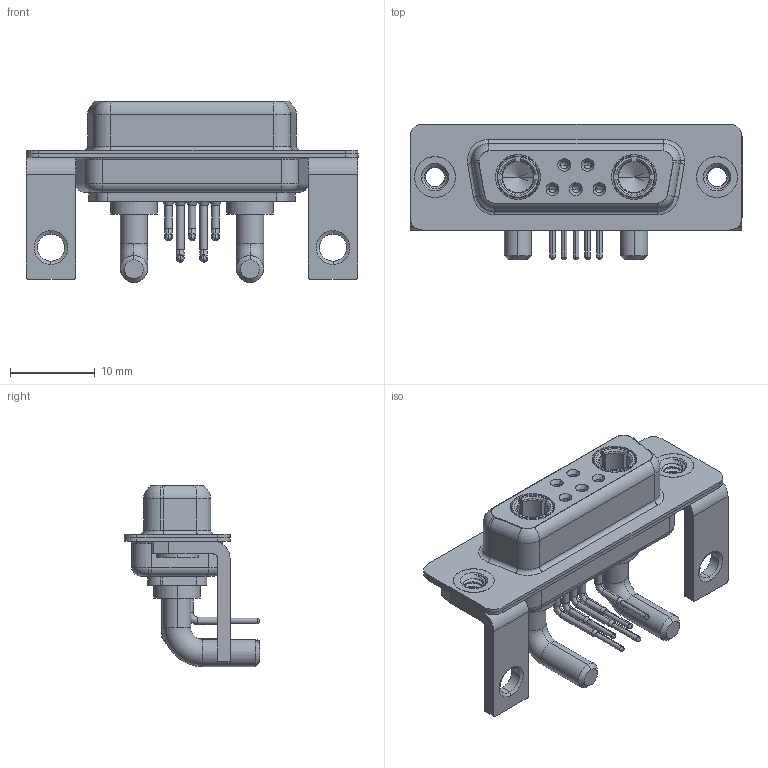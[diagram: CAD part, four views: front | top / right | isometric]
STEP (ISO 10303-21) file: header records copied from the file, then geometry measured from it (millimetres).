
FILE_DESCRIPTION (( 'STEP AP203' ), '1' );
FILE_NAME ('630-7W2-240-3N4.STEP', '2022-05-31T00:12:58', ( '' ), ( '' ), 'SwSTEP 2.0', 'SolidWorks 2020', '' );
FILE_SCHEMA (( 'CONFIG_CONTROL_DESIGN' ));
Length unit declared in the file: millimetre
Products named in the file (9): 630Combo Contact Row 1; 630Combo Stabilizer Bracket; 630Combo Shell Rear_15 Contacts; 630Combo Threaded Rivet_3; Power Socket_30A RA; 630Combo Shell Front_15 Contacts; 630-7W2-240-3N4; 630Combo Housing_7W2; 630Combo Contact Row 2
Assembly tree (14 placements, depth 2):
  630-7W2-240-3N4
    630Combo Housing_7W2
    630Combo Shell Front_15 Contacts
    630Combo Shell Rear_15 Contacts
    630Combo Threaded Rivet_3  x2
    630Combo Stabilizer Bracket  x2
    Power Socket_30A RA  x2
    630Combo Contact Row 1  x2
    630Combo Contact Row 2  x3
Bounding box: 39.2 x 16 x 21.4 mm (x, y, z)
Volume: 2965.3 mm3; surface area: 6706 mm2
Topology: 16 solids, 16 shells, 740 faces, 1878 edges, 1188 vertices
Faces by surface type: cylinder 320, plane 220, cone 103, torus 69, bspline 28
Entity records: 17611 total; most frequent: CARTESIAN_POINT 4484, DIRECTION 2689, ORIENTED_EDGE 2434, EDGE_CURVE 1217, AXIS2_PLACEMENT_3D 1096, VERTEX_POINT 775, CIRCLE 597, EDGE_LOOP 560
